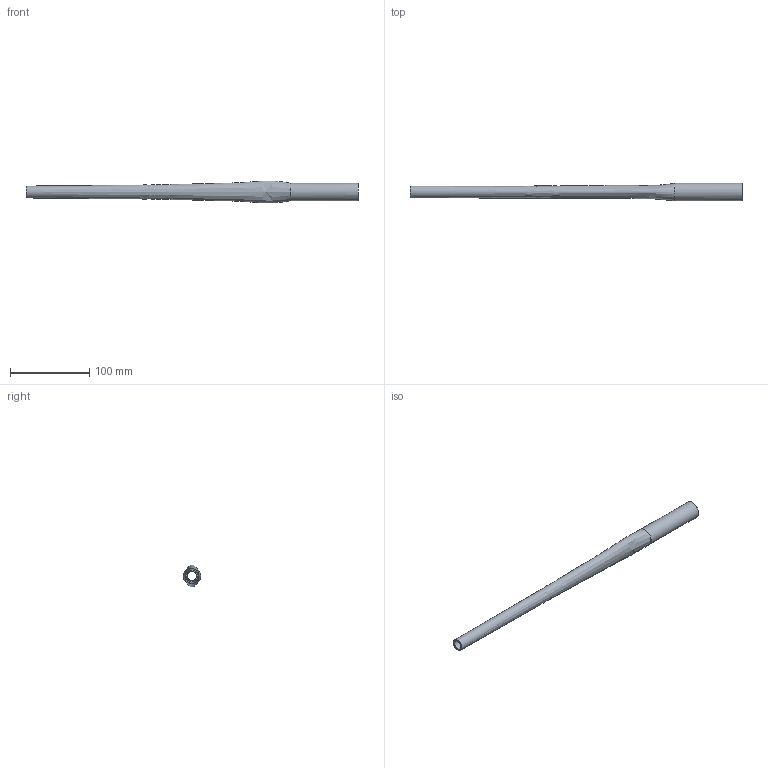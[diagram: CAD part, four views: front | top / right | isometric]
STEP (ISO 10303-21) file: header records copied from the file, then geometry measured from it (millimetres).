
FILE_DESCRIPTION(/* description */ (''),/* implementation_level */ '2;1');
FILE_NAME(/* name */ 'FS3523 v1.step',/* time_stamp */ '2024-01-16T09:28:05Z',/* author */ (''),/* organization */ (''),/* preprocessor_version */ 'ST-DEVELOPER v20',/* originating_system */ 'Autodesk Translation Framework v12.14.0.127',/* authorisation */ '');
FILE_SCHEMA (('AUTOMOTIVE_DESIGN { 1 0 10303 214 3 1 1 }'));
Length unit declared in the file: millimetre
Products named in the file (1): FS3523
Bounding box: 420 x 22.2 x 27.59 mm (x, y, z)
Volume: 20567.8 mm3; surface area: 46852.3 mm2
Topology: 1 solids, 1 shells, 6 faces, 14 edges, 10 vertices
Faces by surface type: bspline 2, plane 2, cylinder 2
Full cylindrical faces by diameter (mm): 20.8 x1, 22.2 x1
Entity records: 981 total; most frequent: CARTESIAN_POINT 804, DIRECTION 30, ORIENTED_EDGE 28, EDGE_CURVE 14, AXIS2_PLACEMENT_3D 14, VERTEX_POINT 10, CIRCLE 9, EDGE_LOOP 8
